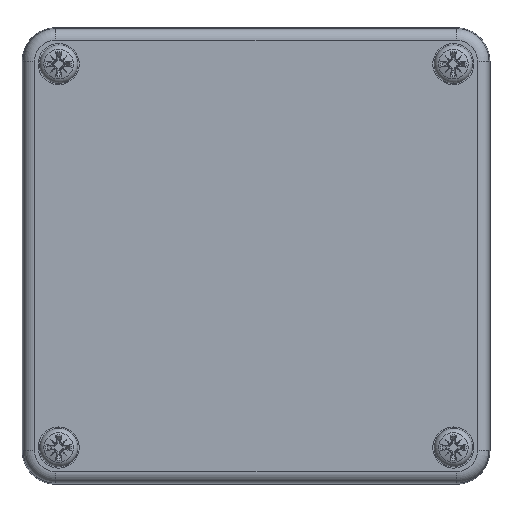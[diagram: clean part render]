
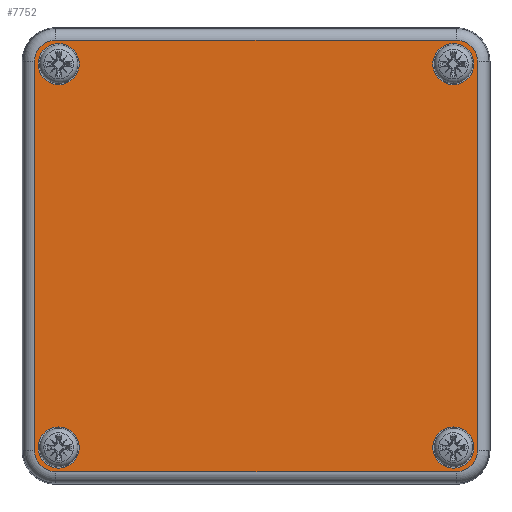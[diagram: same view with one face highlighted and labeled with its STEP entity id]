
A CAD part, top view. The second image highlights one B-rep face of the part: STEP entity #7752.
In plain terms, the highlighted face is planar.
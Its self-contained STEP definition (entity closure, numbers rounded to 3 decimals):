
#7331=CARTESIAN_POINT('',(39.273,34.5,-15.0));
#7332=VERTEX_POINT('',#7331);
#7340=CARTESIAN_POINT('',(35.5,38.273,-15.0));
#7341=VERTEX_POINT('',#7340);
#7342=CARTESIAN_POINT('',(35.5,34.5,-15.0));
#7343=DIRECTION('',(0.0,0.0,1.0));
#7344=DIRECTION('',(0.707,0.707,0.0));
#7345=AXIS2_PLACEMENT_3D('',#7342,#7343,#7344);
#7346=CIRCLE('',#7345,3.773);
#7347=EDGE_CURVE('',#7332,#7341,#7346,.T.);
#7373=CARTESIAN_POINT('',(-35.5,38.273,-15.0));
#7374=VERTEX_POINT('',#7373);
#7391=CARTESIAN_POINT('',(35.5,38.273,-15.0));
#7392=DIRECTION('',(-1.0,0.0,0.0));
#7393=VECTOR('',#7392,71.0);
#7394=LINE('',#7391,#7393);
#7395=EDGE_CURVE('',#7341,#7374,#7394,.T.);
#7405=CARTESIAN_POINT('',(-39.273,34.5,-15.0));
#7406=VERTEX_POINT('',#7405);
#7424=CARTESIAN_POINT('',(-35.5,34.5,-15.0));
#7425=DIRECTION('',(0.0,0.0,1.0));
#7426=DIRECTION('',(-0.707,0.707,0.0));
#7427=AXIS2_PLACEMENT_3D('',#7424,#7425,#7426);
#7428=CIRCLE('',#7427,3.773);
#7429=EDGE_CURVE('',#7374,#7406,#7428,.T.);
#7439=CARTESIAN_POINT('',(-39.273,-34.5,-15.0));
#7440=VERTEX_POINT('',#7439);
#7457=CARTESIAN_POINT('',(-39.273,34.5,-15.0));
#7458=DIRECTION('',(0.0,-1.0,0.0));
#7459=VECTOR('',#7458,69.);
#7460=LINE('',#7457,#7459);
#7461=EDGE_CURVE('',#7406,#7440,#7460,.T.);
#7471=CARTESIAN_POINT('',(-35.5,-38.273,-15.0));
#7472=VERTEX_POINT('',#7471);
#7490=CARTESIAN_POINT('',(-35.5,-34.5,-15.0));
#7491=DIRECTION('',(0.0,0.0,1.0));
#7492=DIRECTION('',(-0.707,-0.707,0.0));
#7493=AXIS2_PLACEMENT_3D('',#7490,#7491,#7492);
#7494=CIRCLE('',#7493,3.773);
#7495=EDGE_CURVE('',#7440,#7472,#7494,.T.);
#7505=CARTESIAN_POINT('',(35.5,-38.273,-15.0));
#7506=VERTEX_POINT('',#7505);
#7523=CARTESIAN_POINT('',(-35.5,-38.273,-15.0));
#7524=DIRECTION('',(1.0,0.0,0.0));
#7525=VECTOR('',#7524,71.0);
#7526=LINE('',#7523,#7525);
#7527=EDGE_CURVE('',#7472,#7506,#7526,.T.);
#7537=CARTESIAN_POINT('',(39.273,-34.5,-15.0));
#7538=VERTEX_POINT('',#7537);
#7556=CARTESIAN_POINT('',(35.5,-34.5,-15.0));
#7557=DIRECTION('',(0.0,0.0,1.0));
#7558=DIRECTION('',(0.707,-0.707,0.0));
#7559=AXIS2_PLACEMENT_3D('',#7556,#7557,#7558);
#7560=CIRCLE('',#7559,3.773);
#7561=EDGE_CURVE('',#7506,#7538,#7560,.T.);
#7579=CARTESIAN_POINT('',(39.273,-34.5,-15.0));
#7580=DIRECTION('',(0.0,1.0,0.0));
#7581=VECTOR('',#7580,69.);
#7582=LINE('',#7579,#7581);
#7583=EDGE_CURVE('',#7538,#7332,#7582,.T.);
#7693=CARTESIAN_POINT('',(0.,0.,-15.0));
#7694=DIRECTION('',(0.0,0.0,1.0));
#7695=DIRECTION('',(1.0,0.0,0.0));
#7696=AXIS2_PLACEMENT_3D('',#7693,#7694,#7695);
#7697=PLANE('',#7696);
#7698=ORIENTED_EDGE('',*,*,#7347,.F.);
#7699=ORIENTED_EDGE('',*,*,#7583,.F.);
#7700=ORIENTED_EDGE('',*,*,#7561,.F.);
#7701=ORIENTED_EDGE('',*,*,#7527,.F.);
#7702=ORIENTED_EDGE('',*,*,#7495,.F.);
#7703=ORIENTED_EDGE('',*,*,#7461,.F.);
#7704=ORIENTED_EDGE('',*,*,#7429,.F.);
#7705=ORIENTED_EDGE('',*,*,#7395,.F.);
#7706=EDGE_LOOP('',(#7698,#7699,#7700,#7701,#7702,#7703,#7704,#7705));
#7707=FACE_OUTER_BOUND('',#7706,.T.);
#7708=CARTESIAN_POINT('',(31.35,34.0,-15.0));
#7709=VERTEX_POINT('',#7708);
#7710=CARTESIAN_POINT('',(35.,34.0,-15.0));
#7711=DIRECTION('',(0.0,0.0,1.0));
#7712=DIRECTION('',(1.0,0.0,0.0));
#7713=AXIS2_PLACEMENT_3D('',#7710,#7711,#7712);
#7714=CIRCLE('',#7713,3.65);
#7715=EDGE_CURVE('',#7709,#7709,#7714,.T.);
#7716=ORIENTED_EDGE('',*,*,#7715,.T.);
#7717=EDGE_LOOP('',(#7716));
#7718=FACE_BOUND('',#7717,.T.);
#7719=CARTESIAN_POINT('',(-38.65,34.0,-15.0));
#7720=VERTEX_POINT('',#7719);
#7721=CARTESIAN_POINT('',(-35.,34.0,-15.0));
#7722=DIRECTION('',(0.0,0.0,1.0));
#7723=DIRECTION('',(1.0,0.0,0.0));
#7724=AXIS2_PLACEMENT_3D('',#7721,#7722,#7723);
#7725=CIRCLE('',#7724,3.65);
#7726=EDGE_CURVE('',#7720,#7720,#7725,.T.);
#7727=ORIENTED_EDGE('',*,*,#7726,.T.);
#7728=EDGE_LOOP('',(#7727));
#7729=FACE_BOUND('',#7728,.T.);
#7730=CARTESIAN_POINT('',(-38.65,-34.,-15.0));
#7731=VERTEX_POINT('',#7730);
#7732=CARTESIAN_POINT('',(-35.,-34.,-15.0));
#7733=DIRECTION('',(0.0,0.0,1.0));
#7734=DIRECTION('',(1.0,0.0,0.0));
#7735=AXIS2_PLACEMENT_3D('',#7732,#7733,#7734);
#7736=CIRCLE('',#7735,3.65);
#7737=EDGE_CURVE('',#7731,#7731,#7736,.T.);
#7738=ORIENTED_EDGE('',*,*,#7737,.T.);
#7739=EDGE_LOOP('',(#7738));
#7740=FACE_BOUND('',#7739,.T.);
#7741=CARTESIAN_POINT('',(31.35,-34.,-15.0));
#7742=VERTEX_POINT('',#7741);
#7743=CARTESIAN_POINT('',(35.,-34.,-15.0));
#7744=DIRECTION('',(0.0,0.0,1.0));
#7745=DIRECTION('',(1.0,0.0,0.0));
#7746=AXIS2_PLACEMENT_3D('',#7743,#7744,#7745);
#7747=CIRCLE('',#7746,3.65);
#7748=EDGE_CURVE('',#7742,#7742,#7747,.T.);
#7749=ORIENTED_EDGE('',*,*,#7748,.T.);
#7750=EDGE_LOOP('',(#7749));
#7751=FACE_BOUND('',#7750,.T.);
#7752=ADVANCED_FACE('',(#7707,#7718,#7729,#7740,#7751),#7697,.F.);
